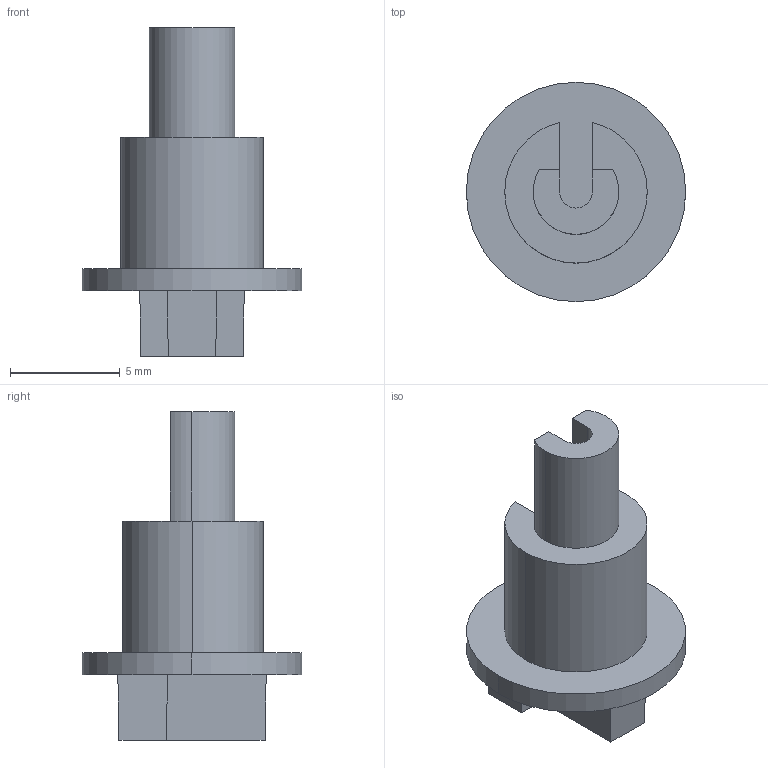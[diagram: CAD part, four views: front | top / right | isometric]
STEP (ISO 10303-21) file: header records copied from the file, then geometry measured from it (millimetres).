
FILE_DESCRIPTION (( 'STEP AP214' ), '1' );
FILE_NAME ('Quark_Mechanical_GearPotentiometerConnector.STEP', '2016-10-26T23:17:23', ( '' ), ( '' ), 'SwSTEP 2.0', 'SolidWorks 2016', '' );
FILE_SCHEMA (( 'AUTOMOTIVE_DESIGN' ));
Length unit declared in the file: millimetre
Products named in the file (1): Quark_Mechanical_GearPotentiometerConnector
Bounding box: 10 x 10 x 15 mm (x, y, z)
Volume: 341.1 mm3; surface area: 493.5 mm2
Topology: 1 solids, 1 shells, 26 faces, 66 edges, 44 vertices
Faces by surface type: plane 17, cylinder 9
Entity records: 822 total; most frequent: DIRECTION 138, CARTESIAN_POINT 137, ORIENTED_EDGE 132, EDGE_CURVE 66, LINE 48, VECTOR 48, AXIS2_PLACEMENT_3D 45, VERTEX_POINT 44
